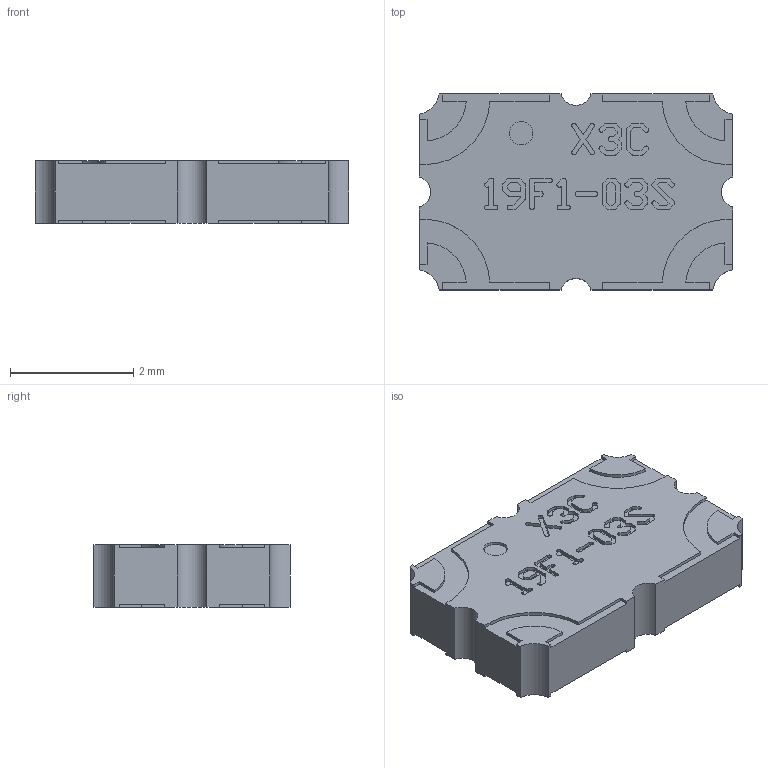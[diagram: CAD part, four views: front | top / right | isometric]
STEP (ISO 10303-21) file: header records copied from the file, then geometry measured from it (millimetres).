
FILE_DESCRIPTION (( 'STEP AP203' ), '1' );
FILE_NAME ('X3C19F1-03S.STEP', '2025-05-08T14:21:20', ( '' ), ( '' ), 'SwSTEP 2.0', 'SolidWorks 2023', '' );
FILE_SCHEMA (( 'CONFIG_CONTROL_DESIGN' ));
Length unit declared in the file: inch
Products named in the file (1): X3C19F1-03S
Bounding box: 5.08 x 3.17 x 1.02 mm (x, y, z)
Volume: 15.4 mm3; surface area: 50.3 mm2
Topology: 1 solids, 1 shells, 403 faces, 1158 edges, 772 vertices
Faces by surface type: plane 275, cylinder 128
Entity records: 13247 total; most frequent: CARTESIAN_POINT 2334, ORIENTED_EDGE 2316, DIRECTION 2222, EDGE_CURVE 1158, LINE 902, VECTOR 902, VERTEX_POINT 772, AXIS2_PLACEMENT_3D 660
